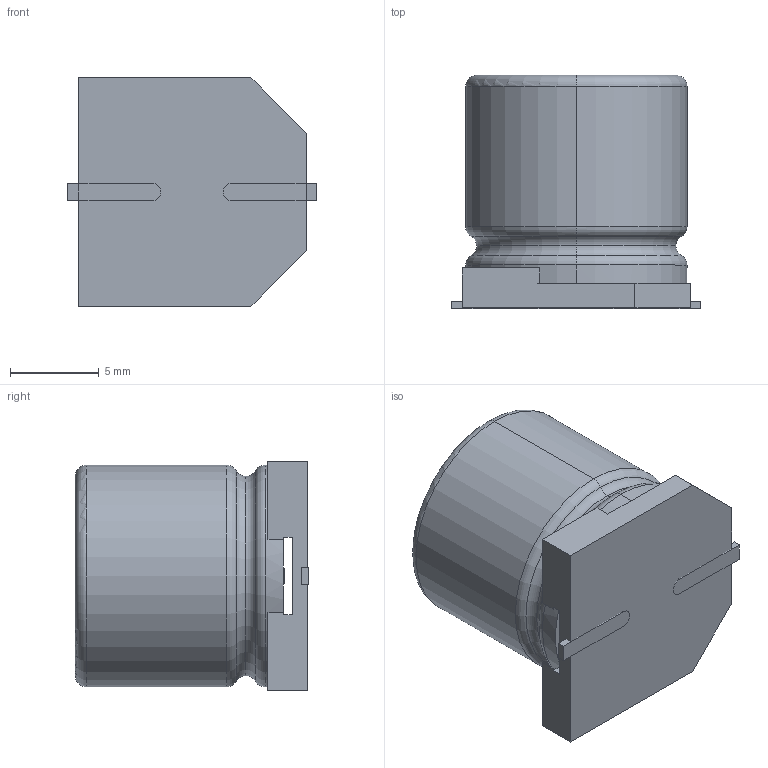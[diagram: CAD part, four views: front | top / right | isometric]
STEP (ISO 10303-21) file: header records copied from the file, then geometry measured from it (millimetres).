
FILE_DESCRIPTION (( 'STEP AP214' ), '1' );
FILE_NAME ('CAP_SMD_Size_H.STEP', '2024-08-29T09:40:43', ( '' ), ( '' ), 'SwSTEP 2.0', 'SolidWorks 2021', '' );
FILE_SCHEMA (( 'AUTOMOTIVE_DESIGN' ));
Length unit declared in the file: millimetre
Products named in the file (1): CAP_SMD_Size_H
Bounding box: 14 x 13.18 x 12.88 mm (x, y, z)
Volume: 1607.7 mm3; surface area: 1033.5 mm2
Topology: 5 solids, 5 shells, 386 faces, 1076 edges, 710 vertices
Faces by surface type: plane 270, bspline 95, cylinder 11, torus 10
Entity records: 14565 total; most frequent: CARTESIAN_POINT 4874, ORIENTED_EDGE 2152, DIRECTION 1513, EDGE_CURVE 1076, VECTOR 839, LINE 839, VERTEX_POINT 710, EDGE_LOOP 398
